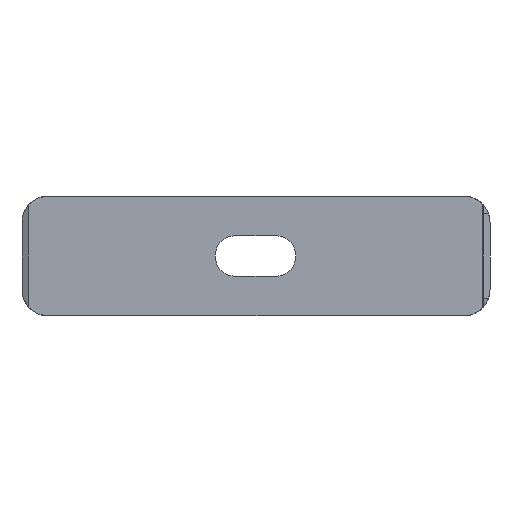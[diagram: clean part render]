
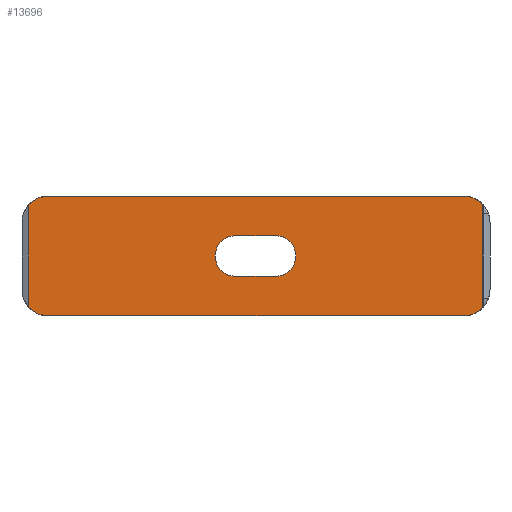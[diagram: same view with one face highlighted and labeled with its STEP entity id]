
A CAD part, front view. The second image highlights one B-rep face of the part: STEP entity #13696.
In plain terms, the highlighted planar face has unit normal (0, -1, 0).
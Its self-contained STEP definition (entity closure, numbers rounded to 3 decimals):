
#3171=DIRECTION('',(1.,0.,0.));
#3172=VECTOR('',#3171,62.308);
#3173=CARTESIAN_POINT('',(221.521,-100.803,
-3.));
#3174=LINE('',#3173,#3172);
#3175=DIRECTION('',(-1.,0.,0.));
#3176=VECTOR('',#3175,6.);
#3177=CARTESIAN_POINT('',(255.6,-100.803,9.05));
#3178=LINE('',#3177,#3176);
#3179=DIRECTION('',(1.,0.,0.));
#3180=VECTOR('',#3179,6.);
#3181=CARTESIAN_POINT('',(249.6,-100.803,2.95));
#3182=LINE('',#3181,#3180);
#3183=CARTESIAN_POINT('',(221.521,-100.803,
1.));
#3184=DIRECTION('',(0.,-1.,0.));
#3185=DIRECTION('',(-0.737,0.,-0.675));
#3186=AXIS2_PLACEMENT_3D('',#3183,#3184,#3185);
#3188=CARTESIAN_POINT('',(221.521,-100.803,11.));
#3189=DIRECTION('',(0.,-1.,0.));
#3190=DIRECTION('',(0.,0.,1.));
#3191=AXIS2_PLACEMENT_3D('',#3188,#3189,#3190);
#3193=CARTESIAN_POINT('',(283.829,-100.803,11.));
#3194=DIRECTION('',(0.,-1.,0.));
#3195=DIRECTION('',(0.713,0.,0.702));
#3196=AXIS2_PLACEMENT_3D('',#3193,#3194,#3195);
#3198=DIRECTION('',(0.,0.,1.));
#3199=VECTOR('',#3198,15.613);
#3200=CARTESIAN_POINT('',(286.679,-100.803,
-1.807));
#3201=LINE('',#3200,#3199);
#3202=CARTESIAN_POINT('',(283.829,-100.803,
1.));
#3203=DIRECTION('',(0.,-1.,0.));
#3204=DIRECTION('',(0.,0.,-1.));
#3205=AXIS2_PLACEMENT_3D('',#3202,#3203,#3204);
#3220=CARTESIAN_POINT('',(249.6,-100.803,6.));
#3221=DIRECTION('',(0.,1.,0.));
#3222=DIRECTION('',(0.,0.,-1.));
#3223=AXIS2_PLACEMENT_3D('',#3220,#3221,#3222);
#4131=CARTESIAN_POINT('',(255.6,-100.803,6.));
#4132=DIRECTION('',(0.,1.,0.));
#4133=DIRECTION('',(0.,0.,1.));
#4134=AXIS2_PLACEMENT_3D('',#4131,#4132,#4133);
#4149=DIRECTION('',(0.,0.,1.));
#4150=VECTOR('',#4149,15.403);
#4151=CARTESIAN_POINT('',(218.571,-100.803,
-1.701));
#4152=LINE('',#4151,#4150);
#4157=DIRECTION('',(-1.,0.,0.));
#4158=VECTOR('',#4157,62.308);
#4159=CARTESIAN_POINT('',(283.829,-100.803,15.));
#4160=LINE('',#4159,#4158);
#7876=CARTESIAN_POINT('',(283.829,-100.803,
-3.));
#7877=CARTESIAN_POINT('',(286.679,-100.803,
-1.807));
#7878=VERTEX_POINT('',#7876);
#7879=VERTEX_POINT('',#7877);
#7880=CARTESIAN_POINT('',(218.571,-100.803,
-1.701));
#7881=CARTESIAN_POINT('',(221.521,-100.803,
-3.));
#7882=VERTEX_POINT('',#7880);
#7883=VERTEX_POINT('',#7881);
#7884=CARTESIAN_POINT('',(218.571,-100.803,13.701));
#7885=VERTEX_POINT('',#7884);
#7886=CARTESIAN_POINT('',(221.521,-100.803,15.));
#7887=VERTEX_POINT('',#7886);
#7888=CARTESIAN_POINT('',(286.679,-100.803,13.807));
#7889=CARTESIAN_POINT('',(283.829,-100.803,15.));
#7890=VERTEX_POINT('',#7888);
#7891=VERTEX_POINT('',#7889);
#9160=CARTESIAN_POINT('',(255.6,-100.803,9.05));
#9161=CARTESIAN_POINT('',(249.6,-100.803,9.05));
#9162=VERTEX_POINT('',#9160);
#9163=VERTEX_POINT('',#9161);
#9164=CARTESIAN_POINT('',(249.6,-100.803,2.95));
#9165=CARTESIAN_POINT('',(255.6,-100.803,2.95));
#9166=VERTEX_POINT('',#9164);
#9167=VERTEX_POINT('',#9165);
#13668=CARTESIAN_POINT('',(245.1,-100.803,13.5));
#13669=DIRECTION('',(0.,-1.,0.));
#13670=DIRECTION('',(1.,0.,0.));
#13671=AXIS2_PLACEMENT_3D('',#13668,#13669,#13670);
#13672=PLANE('',#13671);
#13673=ORIENTED_EDGE('',*,*,#13660,.F.);
#13674=ORIENTED_EDGE('',*,*,#13513,.F.);
#13676=ORIENTED_EDGE('',*,*,#13675,.T.);
#13677=ORIENTED_EDGE('',*,*,#13481,.F.);
#13679=ORIENTED_EDGE('',*,*,#13678,.F.);
#13680=ORIENTED_EDGE('',*,*,#13297,.F.);
#13682=ORIENTED_EDGE('',*,*,#13681,.F.);
#13683=ORIENTED_EDGE('',*,*,#13385,.F.);
#13684=EDGE_LOOP('',(#13673,#13674,#13676,#13677,#13679,#13680,#13682,#13683));
#13685=FACE_OUTER_BOUND('',#13684,.F.);
#13687=ORIENTED_EDGE('',*,*,#13686,.T.);
#13689=ORIENTED_EDGE('',*,*,#13688,.F.);
#13691=ORIENTED_EDGE('',*,*,#13690,.T.);
#13693=ORIENTED_EDGE('',*,*,#13692,.F.);
#13694=EDGE_LOOP('',(#13687,#13689,#13691,#13693));
#13695=FACE_BOUND('',#13694,.F.);
#13696=ADVANCED_FACE('',(#13685,#13695),#13672,.T.);
#3187=CIRCLE('',#3186,4.);
#3192=CIRCLE('',#3191,4.);
#3197=CIRCLE('',#3196,4.);
#3206=CIRCLE('',#3205,4.);
#3224=CIRCLE('',#3223,3.05);
#4135=CIRCLE('',#4134,3.05);
#13297=EDGE_CURVE('',#7890,#7891,#3197,.T.);
#13385=EDGE_CURVE('',#7878,#7879,#3206,.T.);
#13481=EDGE_CURVE('',#7887,#7885,#3192,.T.);
#13513=EDGE_CURVE('',#7882,#7883,#3187,.T.);
#13660=EDGE_CURVE('',#7883,#7878,#3174,.T.);
#13675=EDGE_CURVE('',#7882,#7885,#4152,.T.);
#13678=EDGE_CURVE('',#7891,#7887,#4160,.T.);
#13681=EDGE_CURVE('',#7879,#7890,#3201,.T.);
#13686=EDGE_CURVE('',#9162,#9163,#3178,.T.);
#13688=EDGE_CURVE('',#9166,#9163,#3224,.T.);
#13690=EDGE_CURVE('',#9166,#9167,#3182,.T.);
#13692=EDGE_CURVE('',#9162,#9167,#4135,.T.);
